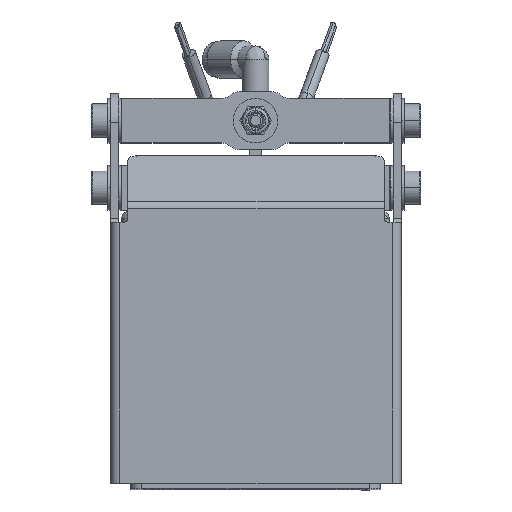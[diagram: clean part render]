
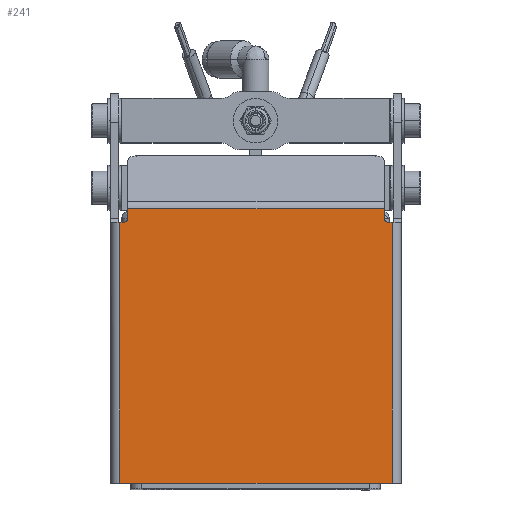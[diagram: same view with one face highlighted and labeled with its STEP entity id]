
A CAD part, top view. The second image highlights one B-rep face of the part: STEP entity #241.
In plain terms, the highlighted planar face has unit normal (0, 0, 1).
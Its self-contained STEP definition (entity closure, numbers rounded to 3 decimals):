
#241 = ADVANCED_FACE ( 'NONE', ( #22093 ), #19214, .F. ) ;
#1045 = CARTESIAN_POINT ( 'NONE',  ( 67.979, 34.513, 11.049 ) ) ;
#1410 = VECTOR ( 'NONE', #33491, 1000. ) ;
#2195 = ORIENTED_EDGE ( 'NONE', *, *, #5444, .F. ) ;
#3391 = AXIS2_PLACEMENT_3D ( 'NONE', #3966, #22285, #4100 ) ;
#3966 = CARTESIAN_POINT ( 'NONE',  ( -40.067, 0., 11.049 ) ) ;
#4097 = DIRECTION ( 'NONE',  ( 1., 0., 0. ) ) ;
#4100 = DIRECTION ( 'NONE',  ( 0., 1., 0. ) ) ;
#4446 = CARTESIAN_POINT ( 'NONE',  ( -37.654, 34.513, 11.049 ) ) ;
#4909 = EDGE_CURVE ( 'NONE', #22119, #8528, #12730, .T. ) ;
#5444 = EDGE_CURVE ( 'NONE', #38039, #9268, #34977, .T. ) ;
#5615 = VERTEX_POINT ( 'NONE', #8639 ) ;
#5634 = VECTOR ( 'NONE', #18264, 1000. ) ;
#6327 = CARTESIAN_POINT ( 'NONE',  ( 36.628, 0., 11.049 ) ) ;
#6621 = VERTEX_POINT ( 'NONE', #32808 ) ;
#8528 = VERTEX_POINT ( 'NONE', #26218 ) ;
#8639 = CARTESIAN_POINT ( 'NONE',  ( 36.628, 38.365, 11.049 ) ) ;
#9268 = VERTEX_POINT ( 'NONE', #4446 ) ;
#9416 = ORIENTED_EDGE ( 'NONE', *, *, #12397, .F. ) ;
#9774 = CARTESIAN_POINT ( 'NONE',  ( 38.914, 34.513, 11.049 ) ) ;
#10231 = CARTESIAN_POINT ( 'NONE',  ( -37.654, 35.783, 11.049 ) ) ;
#10364 = VECTOR ( 'NONE', #17291, 1000. ) ;
#10424 = LINE ( 'NONE', #36244, #26621 ) ;
#10545 = EDGE_CURVE ( 'NONE', #6621, #38039, #24686, .T. ) ;
#10919 = EDGE_CURVE ( 'NONE', #32275, #6621, #27500, .T. ) ;
#11236 = LINE ( 'NONE', #6327, #32569 ) ;
#11335 = CARTESIAN_POINT ( 'NONE',  ( -38.67, 34.513, 11.049 ) ) ;
#12223 = ORIENTED_EDGE ( 'NONE', *, *, #14690, .F. ) ;
#12397 = EDGE_CURVE ( 'NONE', #24079, #13722, #29273, .T. ) ;
#12730 = LINE ( 'NONE', #36394, #5634 ) ;
#13285 = DIRECTION ( 'NONE',  ( 0., -1., 0. ) ) ;
#13722 = VERTEX_POINT ( 'NONE', #35089 ) ;
#14240 = CARTESIAN_POINT ( 'NONE',  ( -40.067, -39.687, 11.049 ) ) ;
#14448 = LINE ( 'NONE', #1045, #37645 ) ;
#14690 = EDGE_CURVE ( 'NONE', #9268, #22119, #30975, .T. ) ;
#16517 = EDGE_CURVE ( 'NONE', #20545, #32275, #10424, .T. ) ;
#17190 = CARTESIAN_POINT ( 'NONE',  ( 37.898, 35.783, 11.049 ) ) ;
#17291 = DIRECTION ( 'NONE',  ( -1., 0., 0. ) ) ;
#18108 = DIRECTION ( 'NONE',  ( 0., -1., 0. ) ) ;
#18131 = AXIS2_PLACEMENT_3D ( 'NONE', #10231, #31460, #13285 ) ;
#18264 = DIRECTION ( 'NONE',  ( 0., 1., 0. ) ) ;
#18501 = CARTESIAN_POINT ( 'NONE',  ( -87.197, 34.513, 11.049 ) ) ;
#18899 = ORIENTED_EDGE ( 'NONE', *, *, #28182, .F. ) ;
#19214 = PLANE ( 'NONE',  #3391 ) ;
#19332 = LINE ( 'NONE', #22072, #34481 ) ;
#20255 = DIRECTION ( 'NONE',  ( 0., -1., 0. ) ) ;
#20545 = VERTEX_POINT ( 'NONE', #9774 ) ;
#21023 = ORIENTED_EDGE ( 'NONE', *, *, #25871, .F. ) ;
#21340 = CARTESIAN_POINT ( 'NONE',  ( -38.67, 0., 11.049 ) ) ;
#22072 = CARTESIAN_POINT ( 'NONE',  ( -40.067, 38.365, 11.049 ) ) ;
#22093 = FACE_OUTER_BOUND ( 'NONE', #36508, .T. ) ;
#22119 = VERTEX_POINT ( 'NONE', #36748 ) ;
#22285 = DIRECTION ( 'NONE',  ( 0., 0., -1. ) ) ;
#23538 = EDGE_CURVE ( 'NONE', #8528, #5615, #19332, .T. ) ;
#24079 = VERTEX_POINT ( 'NONE', #34049 ) ;
#24525 = DIRECTION ( 'NONE',  ( 0., -1., 0. ) ) ;
#24595 = ORIENTED_EDGE ( 'NONE', *, *, #23538, .F. ) ;
#24686 = LINE ( 'NONE', #21340, #1410 ) ;
#25286 = ORIENTED_EDGE ( 'NONE', *, *, #4909, .F. ) ;
#25627 = ORIENTED_EDGE ( 'NONE', *, *, #16517, .F. ) ;
#25722 = AXIS2_PLACEMENT_3D ( 'NONE', #17190, #38353, #20255 ) ;
#25871 = EDGE_CURVE ( 'NONE', #13722, #20545, #14448, .T. ) ;
#26218 = CARTESIAN_POINT ( 'NONE',  ( -36.384, 38.365, 11.049 ) ) ;
#26621 = VECTOR ( 'NONE', #18108, 1000. ) ;
#26988 = VECTOR ( 'NONE', #30687, 1000. ) ;
#27244 = CARTESIAN_POINT ( 'NONE',  ( 38.914, -39.688, 11.049 ) ) ;
#27500 = LINE ( 'NONE', #14240, #10364 ) ;
#28182 = EDGE_CURVE ( 'NONE', #5615, #24079, #11236, .T. ) ;
#28429 = DIRECTION ( 'NONE',  ( 1., 0., 0. ) ) ;
#29273 = CIRCLE ( 'NONE', #25722, 1.27 ) ;
#30687 = DIRECTION ( 'NONE',  ( 1., 0., 0. ) ) ;
#30975 = CIRCLE ( 'NONE', #18131, 1.27 ) ;
#31460 = DIRECTION ( 'NONE',  ( 0., 0., 1. ) ) ;
#32275 = VERTEX_POINT ( 'NONE', #27244 ) ;
#32569 = VECTOR ( 'NONE', #24525, 1000. ) ;
#32808 = CARTESIAN_POINT ( 'NONE',  ( -38.67, -39.687, 11.049 ) ) ;
#32968 = ORIENTED_EDGE ( 'NONE', *, *, #10545, .F. ) ;
#33491 = DIRECTION ( 'NONE',  ( 0., 1., 0. ) ) ;
#34049 = CARTESIAN_POINT ( 'NONE',  ( 36.628, 35.783, 11.049 ) ) ;
#34481 = VECTOR ( 'NONE', #28429, 1000. ) ;
#34977 = LINE ( 'NONE', #18501, #26988 ) ;
#35089 = CARTESIAN_POINT ( 'NONE',  ( 37.898, 34.513, 11.049 ) ) ;
#35135 = ORIENTED_EDGE ( 'NONE', *, *, #10919, .F. ) ;
#36244 = CARTESIAN_POINT ( 'NONE',  ( 38.914, 0., 11.049 ) ) ;
#36394 = CARTESIAN_POINT ( 'NONE',  ( -36.384, 0., 11.049 ) ) ;
#36508 = EDGE_LOOP ( 'NONE', ( #21023, #9416, #18899, #24595, #25286, #12223, #2195, #32968, #35135, #25627 ) ) ;
#36748 = CARTESIAN_POINT ( 'NONE',  ( -36.384, 35.783, 11.049 ) ) ;
#37645 = VECTOR ( 'NONE', #4097, 1000. ) ;
#38039 = VERTEX_POINT ( 'NONE', #11335 ) ;
#38353 = DIRECTION ( 'NONE',  ( 0., 0., 1. ) ) ;
